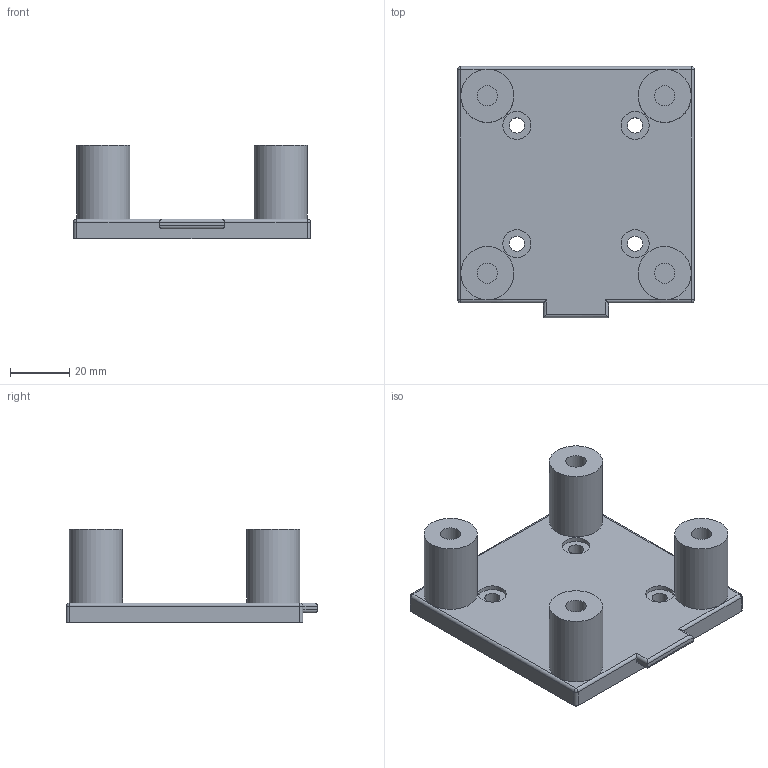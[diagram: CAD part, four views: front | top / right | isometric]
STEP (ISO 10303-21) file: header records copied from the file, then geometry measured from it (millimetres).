
FILE_DESCRIPTION(/* description */ ('','CAx-IF Rec.Pracs.---Representation and Presentation of Product Manufacturing Information (PMI)---4.0---2014-10-13'),/* implementation_level */ '2;1');
FILE_NAME(/* name */ 'ZAxisToPanel.step',/* time_stamp */ '2025-05-05T16:27:09-06:00',/* author */ (''),/* organization */ (''),/* preprocessor_version */ 'ST-DEVELOPER v20',/* originating_system */ 'Autodesk Translation Framework v13.20.0.188',/* authorisation */ '');
FILE_SCHEMA (('AP242_MANAGED_MODEL_BASED_3D_ENGINEERING_MIM_LF { 1 0 10303 442 1 1 4 }'));
Length unit declared in the file: millimetre
Products named in the file (3): Probe Mount Face On; Panel; Component6
Assembly tree (2 placements, depth 2):
  Probe Mount Face On
    Panel
    Component6
Bounding box: 80 x 85 x 31.7 mm (x, y, z)
Volume: 66388.7 mm3; surface area: 21836.4 mm2
Topology: 1 solids, 1 shells, 61 faces, 125 edges, 74 vertices
Faces by surface type: cylinder 31, plane 26, sphere 4
Full cylindrical faces by diameter (mm): 5.15 x4, 6.8 x4, 9.5 x4, 18 x4
Entity records: 1697 total; most frequent: DIRECTION 319, CARTESIAN_POINT 265, ORIENTED_EDGE 250, AXIS2_PLACEMENT_3D 128, EDGE_CURVE 125, EDGE_LOOP 77, VERTEX_POINT 74, LINE 63
